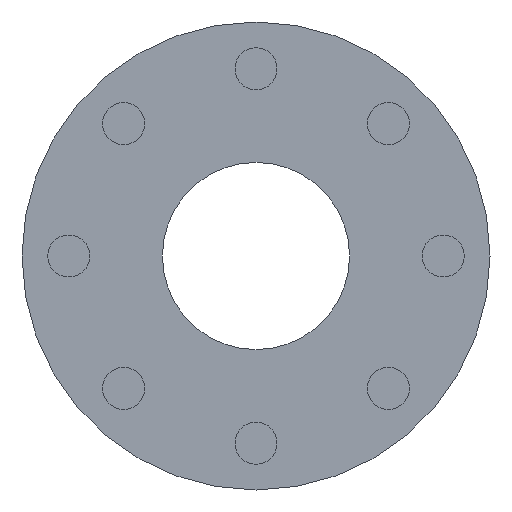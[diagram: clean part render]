
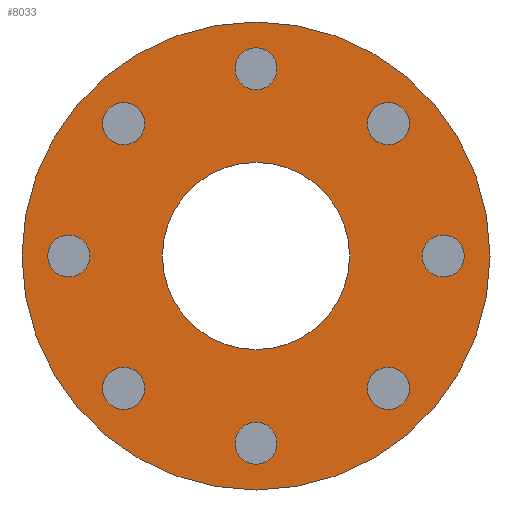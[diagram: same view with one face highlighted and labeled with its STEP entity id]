
A CAD part, left-side view. The second image highlights one B-rep face of the part: STEP entity #8033.
In plain terms, the highlighted planar face has unit normal (-1, 0, 0).
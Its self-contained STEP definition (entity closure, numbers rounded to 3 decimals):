
#177=FACE_BOUND('',#1314,.T.);
#178=FACE_BOUND('',#1315,.T.);
#179=FACE_BOUND('',#1316,.T.);
#180=FACE_BOUND('',#1317,.T.);
#181=FACE_BOUND('',#1318,.T.);
#182=FACE_BOUND('',#1319,.T.);
#183=FACE_BOUND('',#1320,.T.);
#184=FACE_BOUND('',#1321,.T.);
#185=FACE_BOUND('',#1322,.T.);
#351=PLANE('',#8741);
#755=FACE_OUTER_BOUND('',#1313,.T.);
#1313=EDGE_LOOP('',(#6511,#6512));
#1314=EDGE_LOOP('',(#6513));
#1315=EDGE_LOOP('',(#6514));
#1316=EDGE_LOOP('',(#6515));
#1317=EDGE_LOOP('',(#6516));
#1318=EDGE_LOOP('',(#6517));
#1319=EDGE_LOOP('',(#6518));
#1320=EDGE_LOOP('',(#6519));
#1321=EDGE_LOOP('',(#6520));
#1322=EDGE_LOOP('',(#6521,#6522));
#3183=CIRCLE('',#8689,40.);
#3184=CIRCLE('',#8690,40.);
#3222=CIRCLE('',#8739,100.);
#3223=CIRCLE('',#8740,100.);
#3224=CIRCLE('',#8742,9.);
#3225=CIRCLE('',#8743,9.);
#3226=CIRCLE('',#8744,9.);
#3227=CIRCLE('',#8745,9.);
#3228=CIRCLE('',#8746,9.);
#3229=CIRCLE('',#8747,9.);
#3230=CIRCLE('',#8748,9.);
#3231=CIRCLE('',#8749,9.);
#3850=VERTEX_POINT('',#13257);
#3851=VERTEX_POINT('',#13259);
#3936=VERTEX_POINT('',#13447);
#3937=VERTEX_POINT('',#13449);
#3938=VERTEX_POINT('',#13453);
#3939=VERTEX_POINT('',#13455);
#3940=VERTEX_POINT('',#13457);
#3941=VERTEX_POINT('',#13459);
#3942=VERTEX_POINT('',#13461);
#3943=VERTEX_POINT('',#13463);
#3944=VERTEX_POINT('',#13465);
#3945=VERTEX_POINT('',#13467);
#4831=EDGE_CURVE('',#3851,#3850,#3183,.T.);
#4832=EDGE_CURVE('',#3850,#3851,#3184,.T.);
#4924=EDGE_CURVE('',#3936,#3937,#3222,.T.);
#4925=EDGE_CURVE('',#3937,#3936,#3223,.T.);
#4926=EDGE_CURVE('',#3938,#3938,#3224,.T.);
#4927=EDGE_CURVE('',#3939,#3939,#3225,.T.);
#4928=EDGE_CURVE('',#3940,#3940,#3226,.T.);
#4929=EDGE_CURVE('',#3941,#3941,#3227,.T.);
#4930=EDGE_CURVE('',#3942,#3942,#3228,.T.);
#4931=EDGE_CURVE('',#3943,#3943,#3229,.T.);
#4932=EDGE_CURVE('',#3944,#3944,#3230,.T.);
#4933=EDGE_CURVE('',#3945,#3945,#3231,.T.);
#6511=ORIENTED_EDGE('',*,*,#4925,.F.);
#6512=ORIENTED_EDGE('',*,*,#4924,.F.);
#6513=ORIENTED_EDGE('',*,*,#4926,.T.);
#6514=ORIENTED_EDGE('',*,*,#4927,.T.);
#6515=ORIENTED_EDGE('',*,*,#4928,.T.);
#6516=ORIENTED_EDGE('',*,*,#4929,.T.);
#6517=ORIENTED_EDGE('',*,*,#4930,.T.);
#6518=ORIENTED_EDGE('',*,*,#4931,.T.);
#6519=ORIENTED_EDGE('',*,*,#4932,.T.);
#6520=ORIENTED_EDGE('',*,*,#4933,.T.);
#6521=ORIENTED_EDGE('',*,*,#4831,.T.);
#6522=ORIENTED_EDGE('',*,*,#4832,.T.);
#8033=ADVANCED_FACE('',(#755,#177,#178,#179,#180,#181,#182,#183,#184,#185),
#351,.T.);
#8689=AXIS2_PLACEMENT_3D('',#13260,#9971,#9972);
#8690=AXIS2_PLACEMENT_3D('',#13261,#9973,#9974);
#8739=AXIS2_PLACEMENT_3D('',#13450,#10125,#10126);
#8740=AXIS2_PLACEMENT_3D('',#13451,#10127,#10128);
#8741=AXIS2_PLACEMENT_3D('',#13452,#10129,#10130);
#8742=AXIS2_PLACEMENT_3D('',#13454,#10131,#10132);
#8743=AXIS2_PLACEMENT_3D('',#13456,#10133,#10134);
#8744=AXIS2_PLACEMENT_3D('',#13458,#10135,#10136);
#8745=AXIS2_PLACEMENT_3D('',#13460,#10137,#10138);
#8746=AXIS2_PLACEMENT_3D('',#13462,#10139,#10140);
#8747=AXIS2_PLACEMENT_3D('',#13464,#10141,#10142);
#8748=AXIS2_PLACEMENT_3D('',#13466,#10143,#10144);
#8749=AXIS2_PLACEMENT_3D('',#13468,#10145,#10146);
#9971=DIRECTION('center_axis',(1.,0.,0.));
#9972=DIRECTION('ref_axis',(0.,0.,-1.));
#9973=DIRECTION('center_axis',(1.,0.,0.));
#9974=DIRECTION('ref_axis',(0.,0.,-1.));
#10125=DIRECTION('center_axis',(1.,0.,0.));
#10126=DIRECTION('ref_axis',(0.,0.,-1.));
#10127=DIRECTION('center_axis',(1.,0.,0.));
#10128=DIRECTION('ref_axis',(0.,0.,-1.));
#10129=DIRECTION('center_axis',(-1.,0.,0.));
#10130=DIRECTION('ref_axis',(0.,0.,1.));
#10131=DIRECTION('center_axis',(1.,0.,0.));
#10132=DIRECTION('ref_axis',(0.,-0.707,-0.707));
#10133=DIRECTION('center_axis',(1.,0.,0.));
#10134=DIRECTION('ref_axis',(0.,-1.,0.));
#10135=DIRECTION('center_axis',(1.,0.,0.));
#10136=DIRECTION('ref_axis',(0.,-0.707,0.707));
#10137=DIRECTION('center_axis',(1.,0.,0.));
#10138=DIRECTION('ref_axis',(0.,0.,1.));
#10139=DIRECTION('center_axis',(1.,0.,0.));
#10140=DIRECTION('ref_axis',(0.,0.707,0.707));
#10141=DIRECTION('center_axis',(1.,0.,0.));
#10142=DIRECTION('ref_axis',(0.,1.,0.));
#10143=DIRECTION('center_axis',(1.,0.,0.));
#10144=DIRECTION('ref_axis',(0.,0.707,-0.707));
#10145=DIRECTION('center_axis',(1.,0.,0.));
#10146=DIRECTION('ref_axis',(0.,0.,-1.));
#13257=CARTESIAN_POINT('',(0.,-40.,0.));
#13259=CARTESIAN_POINT('',(0.,40.,0.));
#13260=CARTESIAN_POINT('Origin',(0.,0.,0.));
#13261=CARTESIAN_POINT('Origin',(0.,0.,0.));
#13447=CARTESIAN_POINT('',(0.,-100.,0.));
#13449=CARTESIAN_POINT('',(0.,100.,0.));
#13450=CARTESIAN_POINT('Origin',(0.,0.,0.));
#13451=CARTESIAN_POINT('Origin',(0.,0.,0.));
#13452=CARTESIAN_POINT('Origin',(0.,100.,0.));
#13453=CARTESIAN_POINT('',(0.,86.364,6.364));
#13454=CARTESIAN_POINT('Origin',(0.,80.,0.));
#13455=CARTESIAN_POINT('',(0.,65.569,-56.569));
#13456=CARTESIAN_POINT('Origin',(0.,56.569,-56.569));
#13457=CARTESIAN_POINT('',(0.,6.364,-86.364));
#13458=CARTESIAN_POINT('Origin',(0.,0.,-80.));
#13459=CARTESIAN_POINT('',(0.,-56.569,-65.569));
#13460=CARTESIAN_POINT('Origin',(0.,-56.569,-56.569));
#13461=CARTESIAN_POINT('',(0.,-86.364,-6.364));
#13462=CARTESIAN_POINT('Origin',(0.,-80.,0.));
#13463=CARTESIAN_POINT('',(0.,-65.569,56.569));
#13464=CARTESIAN_POINT('Origin',(0.,-56.569,56.569));
#13465=CARTESIAN_POINT('',(0.,-6.364,86.364));
#13466=CARTESIAN_POINT('Origin',(0.,0.,80.));
#13467=CARTESIAN_POINT('',(0.,56.569,65.569));
#13468=CARTESIAN_POINT('Origin',(0.,56.569,56.569));
